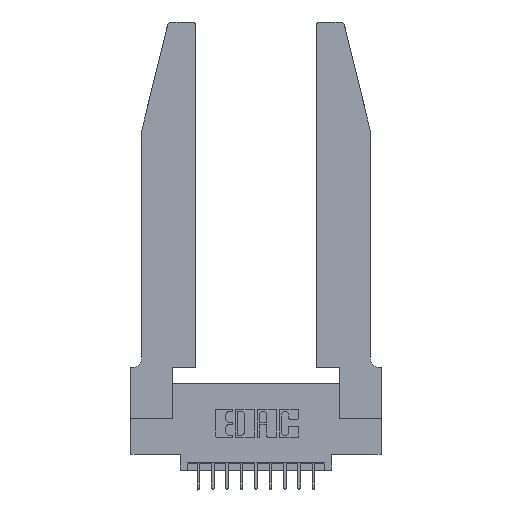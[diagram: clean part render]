
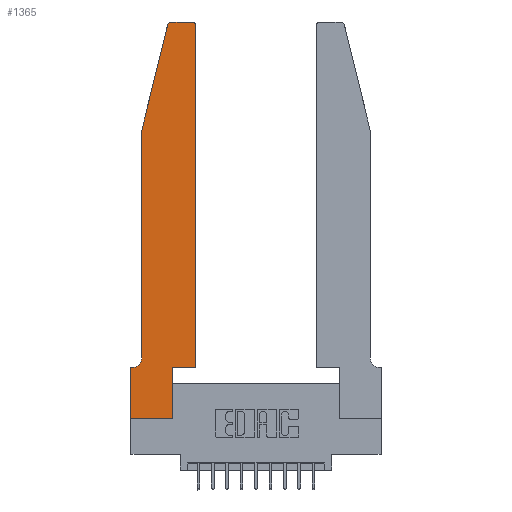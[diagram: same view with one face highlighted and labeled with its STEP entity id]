
A CAD part, top view. The second image highlights one B-rep face of the part: STEP entity #1365.
In plain terms, the highlighted planar face has unit normal (0, 0, 1).
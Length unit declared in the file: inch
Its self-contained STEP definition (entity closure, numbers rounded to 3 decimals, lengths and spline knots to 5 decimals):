
#63 = DIRECTION ( 'NONE',  ( 0., 1., 0. ) ) ;
#140 = PLANE ( 'NONE',  #891 ) ;
#311 = DIRECTION ( 'NONE',  ( 0., 0., 1. ) ) ;
#492 = CARTESIAN_POINT ( 'NONE',  ( 0.0755, 0.42, 0.37 ) ) ;
#600 = DIRECTION ( 'NONE',  ( -1., 0., 0. ) ) ;
#612 = ORIENTED_EDGE ( 'NONE', *, *, #7347, .T. ) ;
#614 = VERTEX_POINT ( 'NONE', #7937 ) ;
#622 = LINE ( 'NONE', #13270, #8666 ) ;
#641 = DIRECTION ( 'NONE',  ( -0.239, -0.971, 0. ) ) ;
#810 = VECTOR ( 'NONE', #12902, 39.37008 ) ;
#891 = AXIS2_PLACEMENT_3D ( 'NONE', #2480, #10307, #10143 ) ;
#966 = CARTESIAN_POINT ( 'NONE',  ( 0.0755, 2., 0.37 ) ) ;
#1364 = EDGE_CURVE ( 'NONE', #5682, #6436, #8876, .T. ) ;
#1365 = ADVANCED_FACE ( 'NONE', ( #11535 ), #140, .T. ) ;
#1483 = EDGE_CURVE ( 'NONE', #4343, #15964, #1907, .T. ) ;
#1871 = DIRECTION ( 'NONE',  ( 0., 1., 0. ) ) ;
#1907 = LINE ( 'NONE', #966, #3028 ) ;
#1951 = CARTESIAN_POINT ( 'NONE',  ( 0.2605, 2.75, 0.37 ) ) ;
#2020 = ORIENTED_EDGE ( 'NONE', *, *, #3023, .T. ) ;
#2060 = VERTEX_POINT ( 'NONE', #13165 ) ;
#2091 = VERTEX_POINT ( 'NONE', #15163 ) ;
#2144 = EDGE_CURVE ( 'NONE', #4602, #4343, #5035, .T. ) ;
#2480 = CARTESIAN_POINT ( 'NONE',  ( 0., 0.35, 0.37 ) ) ;
#2841 = CARTESIAN_POINT ( 'NONE',  ( 0.0755, 2., 0.37 ) ) ;
#3023 = EDGE_CURVE ( 'NONE', #15964, #6702, #14413, .T. ) ;
#3028 = VECTOR ( 'NONE', #641, 39.37008 ) ;
#3418 = ORIENTED_EDGE ( 'NONE', *, *, #12009, .T. ) ;
#3837 = ORIENTED_EDGE ( 'NONE', *, *, #9268, .T. ) ;
#3841 = CARTESIAN_POINT ( 'NONE',  ( 0., 0., 0.37 ) ) ;
#4097 = VECTOR ( 'NONE', #1871, 39.37008 ) ;
#4115 = CARTESIAN_POINT ( 'NONE',  ( 0.25487, 2.72718, 0.37 ) ) ;
#4343 = VERTEX_POINT ( 'NONE', #4115 ) ;
#4362 = DIRECTION ( 'NONE',  ( 1., 0., 0. ) ) ;
#4448 = CARTESIAN_POINT ( 'NONE',  ( 0.4505, 0.35, 0.37 ) ) ;
#4453 = ORIENTED_EDGE ( 'NONE', *, *, #8185, .T. ) ;
#4602 = VERTEX_POINT ( 'NONE', #15448 ) ;
#4616 = VERTEX_POINT ( 'NONE', #8777 ) ;
#5035 = CIRCLE ( 'NONE', #13332, 0.03 ) ;
#5653 = CARTESIAN_POINT ( 'NONE',  ( 0.4205, 2.72, 0.37 ) ) ;
#5682 = VERTEX_POINT ( 'NONE', #15076 ) ;
#6202 = VECTOR ( 'NONE', #600, 39.37008 ) ;
#6378 = EDGE_CURVE ( 'NONE', #2091, #10811, #15882, .T. ) ;
#6436 = VERTEX_POINT ( 'NONE', #3841 ) ;
#6529 = CARTESIAN_POINT ( 'NONE',  ( 0.0755, 2., 0.37 ) ) ;
#6702 = VERTEX_POINT ( 'NONE', #492 ) ;
#6769 = VERTEX_POINT ( 'NONE', #13539 ) ;
#7158 = LINE ( 'NONE', #13329, #16104 ) ;
#7347 = EDGE_CURVE ( 'NONE', #10811, #6769, #9428, .T. ) ;
#7549 = CARTESIAN_POINT ( 'NONE',  ( 0.4505, 0.35, 0.37 ) ) ;
#7772 = CARTESIAN_POINT ( 'NONE',  ( 0.0055, 0.42, 0.37 ) ) ;
#7873 = DIRECTION ( 'NONE',  ( -1., 0., 0. ) ) ;
#7937 = CARTESIAN_POINT ( 'NONE',  ( 0.0055, 0.35, 0.37 ) ) ;
#8185 = EDGE_CURVE ( 'NONE', #4616, #4602, #10668, .T. ) ;
#8215 = EDGE_CURVE ( 'NONE', #614, #5682, #7158, .T. ) ;
#8418 = VECTOR ( 'NONE', #12549, 39.37008 ) ;
#8666 = VECTOR ( 'NONE', #63, 39.37008 ) ;
#8777 = CARTESIAN_POINT ( 'NONE',  ( 0.4205, 2.75, 0.37 ) ) ;
#8876 = LINE ( 'NONE', #9048, #16071 ) ;
#9048 = CARTESIAN_POINT ( 'NONE',  ( 0., 0., 0.37 ) ) ;
#9210 = AXIS2_PLACEMENT_3D ( 'NONE', #7772, #9281, #7873 ) ;
#9221 = ORIENTED_EDGE ( 'NONE', *, *, #1483, .T. ) ;
#9268 = EDGE_CURVE ( 'NONE', #2060, #2091, #622, .T. ) ;
#9281 = DIRECTION ( 'NONE',  ( 0., 0., -1. ) ) ;
#9428 = LINE ( 'NONE', #13251, #4097 ) ;
#9654 = DIRECTION ( 'NONE',  ( 1., 0., 0. ) ) ;
#9827 = ORIENTED_EDGE ( 'NONE', *, *, #6378, .T. ) ;
#9969 = CIRCLE ( 'NONE', #15836, 0.03 ) ;
#10068 = LINE ( 'NONE', #12632, #8418 ) ;
#10143 = DIRECTION ( 'NONE',  ( 1., 0., 0. ) ) ;
#10193 = EDGE_LOOP ( 'NONE', ( #4453, #12957, #9221, #2020, #3418, #10993, #13946, #11421, #3837, #9827, #612, #11757 ) ) ;
#10223 = DIRECTION ( 'NONE',  ( 0., -1., 0. ) ) ;
#10307 = DIRECTION ( 'NONE',  ( 0., 0., 1. ) ) ;
#10331 = EDGE_CURVE ( 'NONE', #6769, #4616, #9969, .T. ) ;
#10668 = LINE ( 'NONE', #1951, #6202 ) ;
#10748 = DIRECTION ( 'NONE',  ( -1., 0., 0. ) ) ;
#10811 = VERTEX_POINT ( 'NONE', #7549 ) ;
#10993 = ORIENTED_EDGE ( 'NONE', *, *, #8215, .T. ) ;
#11421 = ORIENTED_EDGE ( 'NONE', *, *, #12274, .T. ) ;
#11535 = FACE_OUTER_BOUND ( 'NONE', #10193, .T. ) ;
#11705 = DIRECTION ( 'NONE',  ( 1., 0., 0. ) ) ;
#11757 = ORIENTED_EDGE ( 'NONE', *, *, #10331, .T. ) ;
#12009 = EDGE_CURVE ( 'NONE', #6702, #614, #14004, .T. ) ;
#12274 = EDGE_CURVE ( 'NONE', #6436, #2060, #10068, .T. ) ;
#12549 = DIRECTION ( 'NONE',  ( 1., 0., 0. ) ) ;
#12632 = CARTESIAN_POINT ( 'NONE',  ( 0., 0., 0.37 ) ) ;
#12902 = DIRECTION ( 'NONE',  ( 0., -1., 0. ) ) ;
#12957 = ORIENTED_EDGE ( 'NONE', *, *, #2144, .T. ) ;
#13165 = CARTESIAN_POINT ( 'NONE',  ( 0.2865, 0., 0.37 ) ) ;
#13251 = CARTESIAN_POINT ( 'NONE',  ( 0.4505, 0.35, 0.37 ) ) ;
#13270 = CARTESIAN_POINT ( 'NONE',  ( 0.2865, 0.35, 0.37 ) ) ;
#13329 = CARTESIAN_POINT ( 'NONE',  ( 0.0755, 0.35, 0.37 ) ) ;
#13332 = AXIS2_PLACEMENT_3D ( 'NONE', #14309, #311, #11705 ) ;
#13539 = CARTESIAN_POINT ( 'NONE',  ( 0.4505, 2.72, 0.37 ) ) ;
#13946 = ORIENTED_EDGE ( 'NONE', *, *, #1364, .T. ) ;
#14004 = CIRCLE ( 'NONE', #9210, 0.07 ) ;
#14309 = CARTESIAN_POINT ( 'NONE',  ( 0.284, 2.72, 0.37 ) ) ;
#14413 = LINE ( 'NONE', #2841, #810 ) ;
#14515 = DIRECTION ( 'NONE',  ( 0., 0., 1. ) ) ;
#15076 = CARTESIAN_POINT ( 'NONE',  ( 0., 0.35, 0.37 ) ) ;
#15163 = CARTESIAN_POINT ( 'NONE',  ( 0.2865, 0.35, 0.37 ) ) ;
#15448 = CARTESIAN_POINT ( 'NONE',  ( 0.284, 2.75, 0.37 ) ) ;
#15776 = VECTOR ( 'NONE', #4362, 39.37008 ) ;
#15836 = AXIS2_PLACEMENT_3D ( 'NONE', #5653, #14515, #9654 ) ;
#15882 = LINE ( 'NONE', #4448, #15776 ) ;
#15964 = VERTEX_POINT ( 'NONE', #6529 ) ;
#16071 = VECTOR ( 'NONE', #10223, 39.37008 ) ;
#16104 = VECTOR ( 'NONE', #10748, 39.37008 ) ;
